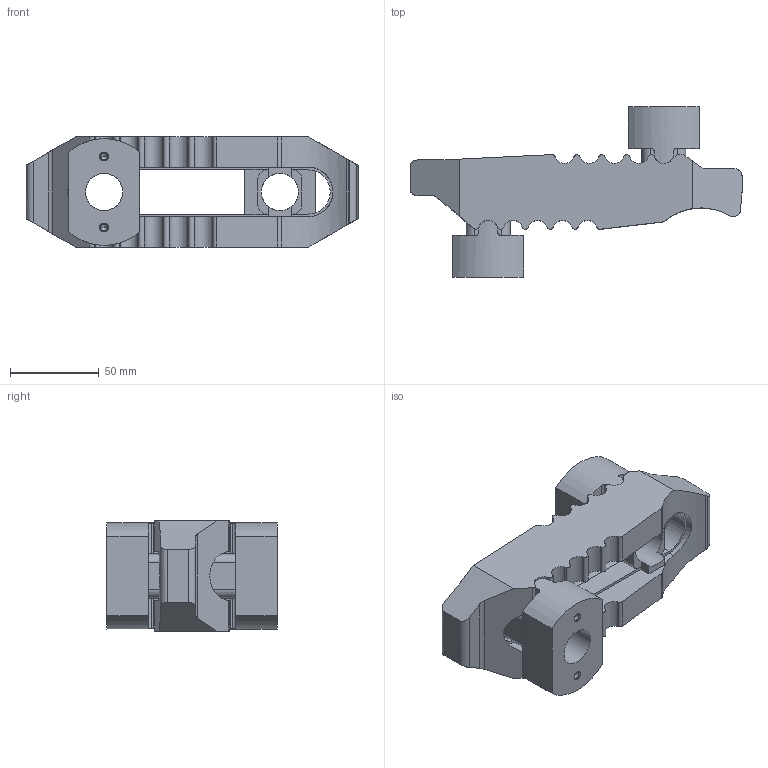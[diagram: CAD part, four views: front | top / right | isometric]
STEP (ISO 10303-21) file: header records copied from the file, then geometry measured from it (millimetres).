
FILE_DESCRIPTION(('STEP AP214'),'1');
FILE_NAME(' ',' ',('TraceParts'),('TraceParts S.A.'),'XStep 1.0',' ',' ');
FILE_SCHEMA(('automotive_design'));
Length unit declared in the file: millimetre
Products named in the file (3): 1; 2; 3
Bounding box: 187 x 96 x 62 mm (x, y, z)
Volume: 330547.3 mm3; surface area: 72197.9 mm2
Topology: 3 solids, 3 shells, 256 faces, 712 edges, 460 vertices
Faces by surface type: plane 121, cylinder 111, cone 24
Entity records: 16480 total; most frequent: CARTESIAN_POINT 1849, DIRECTION 1444, STYLED_ITEM 1420, PRESENTATION_STYLE_ASSIGNMENT 1420, COLOUR_RGB 1420, ORIENTED_EDGE 1408, EDGE_CURVE 704, CURVE_STYLE 704
